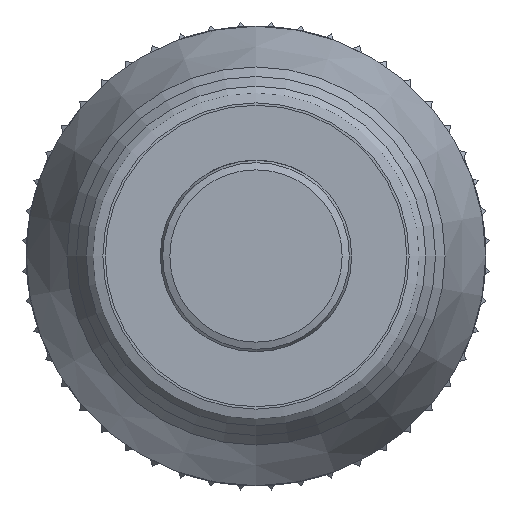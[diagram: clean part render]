
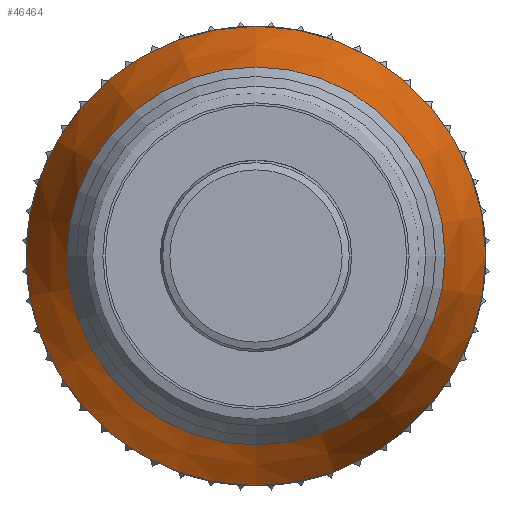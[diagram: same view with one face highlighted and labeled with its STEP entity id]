
A CAD part, left-side view. The second image highlights one B-rep face of the part: STEP entity #46464.
In plain terms, the highlighted conical face has half-angle 16.887 degrees and reference radius 4.8 mm.
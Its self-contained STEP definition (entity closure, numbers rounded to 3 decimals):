
#44971 = CYLINDRICAL_SURFACE('',#44972,4.8);
#44972 = AXIS2_PLACEMENT_3D('',#44973,#44974,#44975);
#44973 = CARTESIAN_POINT('',(334.,0.,
    0.));
#44974 = DIRECTION('',(1.,0.,0.));
#44975 = DIRECTION('',(0.,0.,1.));
#46464 = ADVANCED_FACE('',(#46465),#46480,.T.);
#46465 = FACE_BOUND('',#46466,.T.);
#46466 = EDGE_LOOP('',(#46467,#46501,#46521,#46543,#46565,#46585));
#46467 = ORIENTED_EDGE('',*,*,#46468,.T.);
#46468 = EDGE_CURVE('',#46469,#46471,#46473,.T.);
#46469 = VERTEX_POINT('',#46470);
#46470 = CARTESIAN_POINT('',(334.2,0.,-3.95));
#46471 = VERTEX_POINT('',#46472);
#46472 = CARTESIAN_POINT('',(334.2,3.95,0.));
#46473 = SURFACE_CURVE('',#46474,(#46479,#46490),.PCURVE_S1.);
#46474 = CIRCLE('',#46475,3.95);
#46475 = AXIS2_PLACEMENT_3D('',#46476,#46477,#46478);
#46476 = CARTESIAN_POINT('',(334.2,0.,
    0.));
#46477 = DIRECTION('',(1.,0.,0.));
#46478 = DIRECTION('',(0.,0.,-1.));
#46479 = PCURVE('',#46480,#46485);
#46480 = CONICAL_SURFACE('',#46481,4.8,0.295);
#46481 = AXIS2_PLACEMENT_3D('',#46482,#46483,#46484);
#46482 = CARTESIAN_POINT('',(337.,0.,0.
    ));
#46483 = DIRECTION('',(1.,0.,0.));
#46484 = DIRECTION('',(0.,0.,-1.));
#46485 = DEFINITIONAL_REPRESENTATION('',(#46486),#46489);
#46486 = B_SPLINE_CURVE_WITH_KNOTS('',1,(#46487,#46488),.UNSPECIFIED.,
  .F.,.F.,(2,2),(0.,6.283),.PIECEWISE_BEZIER_KNOTS.);
#46487 = CARTESIAN_POINT('',(0.,-2.8));
#46488 = CARTESIAN_POINT('',(6.283,-2.8));
#46489 = ( GEOMETRIC_REPRESENTATION_CONTEXT(2) 
PARAMETRIC_REPRESENTATION_CONTEXT() REPRESENTATION_CONTEXT('2D SPACE',''
  ) );
#46490 = PCURVE('',#46491,#46496);
#46491 = CYLINDRICAL_SURFACE('',#46492,3.95);
#46492 = AXIS2_PLACEMENT_3D('',#46493,#46494,#46495);
#46493 = CARTESIAN_POINT('',(334.,0.,
    0.));
#46494 = DIRECTION('',(1.,0.,0.));
#46495 = DIRECTION('',(0.,0.,1.));
#46496 = DEFINITIONAL_REPRESENTATION('',(#46497),#46500);
#46497 = B_SPLINE_CURVE_WITH_KNOTS('',1,(#46498,#46499),.UNSPECIFIED.,
  .F.,.F.,(2,2),(0.,6.283),.PIECEWISE_BEZIER_KNOTS.);
#46498 = CARTESIAN_POINT('',(9.425,0.2));
#46499 = CARTESIAN_POINT('',(15.708,0.2));
#46500 = ( GEOMETRIC_REPRESENTATION_CONTEXT(2) 
PARAMETRIC_REPRESENTATION_CONTEXT() REPRESENTATION_CONTEXT('2D SPACE',''
  ) );
#46501 = ORIENTED_EDGE('',*,*,#46502,.T.);
#46502 = EDGE_CURVE('',#46471,#46469,#46503,.T.);
#46503 = SURFACE_CURVE('',#46504,(#46509,#46515),.PCURVE_S1.);
#46504 = CIRCLE('',#46505,3.95);
#46505 = AXIS2_PLACEMENT_3D('',#46506,#46507,#46508);
#46506 = CARTESIAN_POINT('',(334.2,0.,
    0.));
#46507 = DIRECTION('',(1.,0.,0.));
#46508 = DIRECTION('',(0.,0.,-1.));
#46509 = PCURVE('',#46480,#46510);
#46510 = DEFINITIONAL_REPRESENTATION('',(#46511),#46514);
#46511 = B_SPLINE_CURVE_WITH_KNOTS('',1,(#46512,#46513),.UNSPECIFIED.,
  .F.,.F.,(2,2),(0.,6.283),.PIECEWISE_BEZIER_KNOTS.);
#46512 = CARTESIAN_POINT('',(0.,-2.8));
#46513 = CARTESIAN_POINT('',(6.283,-2.8));
#46514 = ( GEOMETRIC_REPRESENTATION_CONTEXT(2) 
PARAMETRIC_REPRESENTATION_CONTEXT() REPRESENTATION_CONTEXT('2D SPACE',''
  ) );
#46515 = PCURVE('',#46491,#46516);
#46516 = DEFINITIONAL_REPRESENTATION('',(#46517),#46520);
#46517 = B_SPLINE_CURVE_WITH_KNOTS('',1,(#46518,#46519),.UNSPECIFIED.,
  .F.,.F.,(2,2),(0.,6.283),.PIECEWISE_BEZIER_KNOTS.);
#46518 = CARTESIAN_POINT('',(3.142,0.2));
#46519 = CARTESIAN_POINT('',(9.425,0.2));
#46520 = ( GEOMETRIC_REPRESENTATION_CONTEXT(2) 
PARAMETRIC_REPRESENTATION_CONTEXT() REPRESENTATION_CONTEXT('2D SPACE',''
  ) );
#46521 = ORIENTED_EDGE('',*,*,#46522,.T.);
#46522 = EDGE_CURVE('',#46469,#46523,#46525,.T.);
#46523 = VERTEX_POINT('',#46524);
#46524 = CARTESIAN_POINT('',(337.,0.,-4.8));
#46525 = SEAM_CURVE('',#46526,(#46529,#46536),.PCURVE_S1.);
#46526 = B_SPLINE_CURVE_WITH_KNOTS('',1,(#46527,#46528),.UNSPECIFIED.,
  .F.,.F.,(2,2),(-2.926,0.),
  .PIECEWISE_BEZIER_KNOTS.);
#46527 = CARTESIAN_POINT('',(334.2,0.,-3.95));
#46528 = CARTESIAN_POINT('',(337.,0.,-4.8));
#46529 = PCURVE('',#46480,#46530);
#46530 = DEFINITIONAL_REPRESENTATION('',(#46531),#46535);
#46531 = LINE('',#46532,#46533);
#46532 = CARTESIAN_POINT('',(6.283,0.));
#46533 = VECTOR('',#46534,1.);
#46534 = DIRECTION('',(0.,1.));
#46535 = ( GEOMETRIC_REPRESENTATION_CONTEXT(2) 
PARAMETRIC_REPRESENTATION_CONTEXT() REPRESENTATION_CONTEXT('2D SPACE',''
  ) );
#46536 = PCURVE('',#46480,#46537);
#46537 = DEFINITIONAL_REPRESENTATION('',(#46538),#46542);
#46538 = LINE('',#46539,#46540);
#46539 = CARTESIAN_POINT('',(0.,0.));
#46540 = VECTOR('',#46541,1.);
#46541 = DIRECTION('',(0.,1.));
#46542 = ( GEOMETRIC_REPRESENTATION_CONTEXT(2) 
PARAMETRIC_REPRESENTATION_CONTEXT() REPRESENTATION_CONTEXT('2D SPACE',''
  ) );
#46543 = ORIENTED_EDGE('',*,*,#46544,.F.);
#46544 = EDGE_CURVE('',#46545,#46523,#46547,.T.);
#46545 = VERTEX_POINT('',#46546);
#46546 = CARTESIAN_POINT('',(337.,0.,4.8));
#46547 = SURFACE_CURVE('',#46548,(#46553,#46559),.PCURVE_S1.);
#46548 = CIRCLE('',#46549,4.8);
#46549 = AXIS2_PLACEMENT_3D('',#46550,#46551,#46552);
#46550 = CARTESIAN_POINT('',(337.,0.,0.
    ));
#46551 = DIRECTION('',(1.,0.,0.));
#46552 = DIRECTION('',(0.,0.,-1.));
#46553 = PCURVE('',#46480,#46554);
#46554 = DEFINITIONAL_REPRESENTATION('',(#46555),#46558);
#46555 = B_SPLINE_CURVE_WITH_KNOTS('',1,(#46556,#46557),.UNSPECIFIED.,
  .F.,.F.,(2,2),(0.,6.283),.PIECEWISE_BEZIER_KNOTS.);
#46556 = CARTESIAN_POINT('',(0.,0.));
#46557 = CARTESIAN_POINT('',(6.283,0.));
#46558 = ( GEOMETRIC_REPRESENTATION_CONTEXT(2) 
PARAMETRIC_REPRESENTATION_CONTEXT() REPRESENTATION_CONTEXT('2D SPACE',''
  ) );
#46559 = PCURVE('',#44971,#46560);
#46560 = DEFINITIONAL_REPRESENTATION('',(#46561),#46564);
#46561 = B_SPLINE_CURVE_WITH_KNOTS('',1,(#46562,#46563),.UNSPECIFIED.,
  .F.,.F.,(2,2),(0.,6.283),.PIECEWISE_BEZIER_KNOTS.);
#46562 = CARTESIAN_POINT('',(-3.142,3.));
#46563 = CARTESIAN_POINT('',(3.142,3.));
#46564 = ( GEOMETRIC_REPRESENTATION_CONTEXT(2) 
PARAMETRIC_REPRESENTATION_CONTEXT() REPRESENTATION_CONTEXT('2D SPACE',''
  ) );
#46565 = ORIENTED_EDGE('',*,*,#46566,.F.);
#46566 = EDGE_CURVE('',#46523,#46545,#46567,.T.);
#46567 = SURFACE_CURVE('',#46568,(#46573,#46579),.PCURVE_S1.);
#46568 = CIRCLE('',#46569,4.8);
#46569 = AXIS2_PLACEMENT_3D('',#46570,#46571,#46572);
#46570 = CARTESIAN_POINT('',(337.,0.,0.
    ));
#46571 = DIRECTION('',(1.,0.,0.));
#46572 = DIRECTION('',(0.,0.,-1.));
#46573 = PCURVE('',#46480,#46574);
#46574 = DEFINITIONAL_REPRESENTATION('',(#46575),#46578);
#46575 = B_SPLINE_CURVE_WITH_KNOTS('',1,(#46576,#46577),.UNSPECIFIED.,
  .F.,.F.,(2,2),(0.,6.283),.PIECEWISE_BEZIER_KNOTS.);
#46576 = CARTESIAN_POINT('',(0.,0.));
#46577 = CARTESIAN_POINT('',(6.283,0.));
#46578 = ( GEOMETRIC_REPRESENTATION_CONTEXT(2) 
PARAMETRIC_REPRESENTATION_CONTEXT() REPRESENTATION_CONTEXT('2D SPACE',''
  ) );
#46579 = PCURVE('',#44971,#46580);
#46580 = DEFINITIONAL_REPRESENTATION('',(#46581),#46584);
#46581 = B_SPLINE_CURVE_WITH_KNOTS('',1,(#46582,#46583),.UNSPECIFIED.,
  .F.,.F.,(2,2),(0.,6.283),.PIECEWISE_BEZIER_KNOTS.);
#46582 = CARTESIAN_POINT('',(3.142,3.));
#46583 = CARTESIAN_POINT('',(9.425,3.));
#46584 = ( GEOMETRIC_REPRESENTATION_CONTEXT(2) 
PARAMETRIC_REPRESENTATION_CONTEXT() REPRESENTATION_CONTEXT('2D SPACE',''
  ) );
#46585 = ORIENTED_EDGE('',*,*,#46522,.F.);
